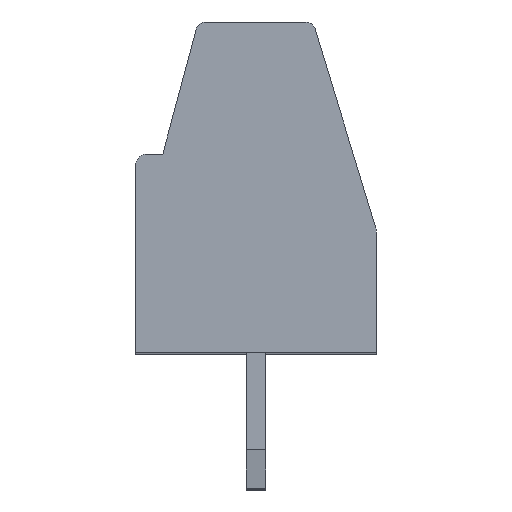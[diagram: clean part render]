
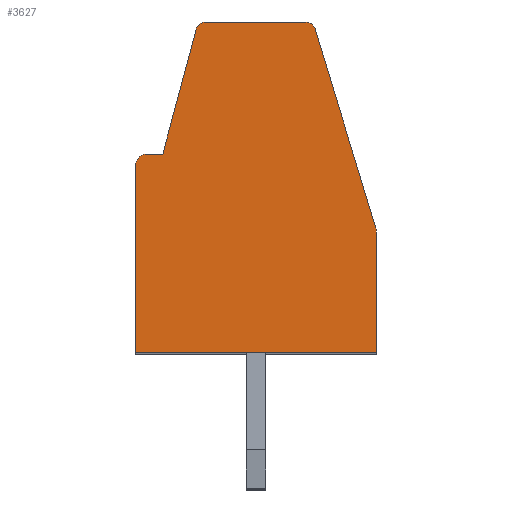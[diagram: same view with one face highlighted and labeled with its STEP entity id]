
A CAD part, top view. The second image highlights one B-rep face of the part: STEP entity #3627.
In plain terms, the highlighted planar face has unit normal (0, 0, 1).
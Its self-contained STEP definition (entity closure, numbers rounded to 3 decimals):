
#14=DIRECTION('',(0.,-1.,0.));
#15=VECTOR('',#14,3.075);
#16=CARTESIAN_POINT('',(3.1,3.075,24.36));
#17=LINE('',#16,#15);
#18=DIRECTION('',(0.,1.,0.));
#19=VECTOR('',#18,4.8);
#20=CARTESIAN_POINT('',(-3.1,0.,24.36));
#21=LINE('',#20,#19);
#22=CARTESIAN_POINT('',(-2.8,4.8,24.36));
#23=DIRECTION('',(0.,0.,-1.));
#24=DIRECTION('',(-1.,0.,0.));
#25=AXIS2_PLACEMENT_3D('',#22,#23,#24);
#27=DIRECTION('',(1.,0.,0.));
#28=VECTOR('',#27,0.4);
#29=CARTESIAN_POINT('',(-2.8,5.1,24.36));
#30=LINE('',#29,#28);
#31=DIRECTION('',(0.259,0.966,0.));
#32=VECTOR('',#31,3.328);
#33=CARTESIAN_POINT('',(-2.4,5.1,24.36));
#34=LINE('',#33,#32);
#35=CARTESIAN_POINT('',(-1.297,8.25,24.36));
#36=DIRECTION('',(0.,0.,-1.));
#37=DIRECTION('',(-0.966,0.259,0.));
#38=AXIS2_PLACEMENT_3D('',#35,#36,#37);
#40=CARTESIAN_POINT('',(1.279,8.25,24.36));
#41=DIRECTION('',(0.,0.,-1.));
#42=DIRECTION('',(-0.001,1.,0.));
#43=AXIS2_PLACEMENT_3D('',#40,#41,#42);
#45=DIRECTION('',(0.292,-0.956,0.));
#46=VECTOR('',#45,5.335);
#47=CARTESIAN_POINT('',(1.518,8.323,24.36));
#48=LINE('',#47,#46);
#49=CARTESIAN_POINT('',(2.6,3.075,24.36));
#50=DIRECTION('',(0.,0.,-1.));
#51=DIRECTION('',(0.956,0.292,0.));
#52=AXIS2_PLACEMENT_3D('',#49,#50,#51);
#80=DIRECTION('',(-1.,0.,0.));
#81=VECTOR('',#80,2.576);
#82=CARTESIAN_POINT('',(1.279,8.5,24.36));
#83=LINE('',#82,#81);
#448=DIRECTION('',(1.,0.,0.));
#449=VECTOR('',#448,6.2);
#450=CARTESIAN_POINT('',(-3.1,0.,24.36));
#451=LINE('',#450,#449);
#2754=CARTESIAN_POINT('',(3.1,3.075,24.36));
#2755=CARTESIAN_POINT('',(3.1,0.,24.36));
#2756=VERTEX_POINT('',#2754);
#2757=VERTEX_POINT('',#2755);
#2758=CARTESIAN_POINT('',(3.078,3.221,24.36));
#2759=VERTEX_POINT('',#2758);
#2760=CARTESIAN_POINT('',(1.518,8.323,24.36));
#2761=VERTEX_POINT('',#2760);
#2762=CARTESIAN_POINT('',(1.279,8.5,24.36));
#2763=VERTEX_POINT('',#2762);
#2764=CARTESIAN_POINT('',(-1.538,8.315,24.36));
#2765=CARTESIAN_POINT('',(-1.297,8.5,24.36));
#2766=VERTEX_POINT('',#2764);
#2767=VERTEX_POINT('',#2765);
#2768=CARTESIAN_POINT('',(-2.4,5.1,24.36));
#2769=VERTEX_POINT('',#2768);
#2770=CARTESIAN_POINT('',(-2.8,5.1,24.36));
#2771=VERTEX_POINT('',#2770);
#2772=CARTESIAN_POINT('',(-3.1,4.8,24.36));
#2773=VERTEX_POINT('',#2772);
#2774=CARTESIAN_POINT('',(-3.1,0.,24.36));
#2775=VERTEX_POINT('',#2774);
#3598=CARTESIAN_POINT('',(0.,0.,24.36));
#3599=DIRECTION('',(0.,0.,1.));
#3600=DIRECTION('',(1.,0.,0.));
#3601=AXIS2_PLACEMENT_3D('',#3598,#3599,#3600);
#3602=PLANE('',#3601);
#3604=ORIENTED_EDGE('',*,*,#3603,.T.);
#3606=ORIENTED_EDGE('',*,*,#3605,.F.);
#3608=ORIENTED_EDGE('',*,*,#3607,.T.);
#3610=ORIENTED_EDGE('',*,*,#3609,.T.);
#3612=ORIENTED_EDGE('',*,*,#3611,.T.);
#3614=ORIENTED_EDGE('',*,*,#3613,.T.);
#3616=ORIENTED_EDGE('',*,*,#3615,.T.);
#3618=ORIENTED_EDGE('',*,*,#3617,.F.);
#3620=ORIENTED_EDGE('',*,*,#3619,.T.);
#3622=ORIENTED_EDGE('',*,*,#3621,.T.);
#3624=ORIENTED_EDGE('',*,*,#3623,.T.);
#3625=EDGE_LOOP('',(#3604,#3606,#3608,#3610,#3612,#3614,#3616,#3618,#3620,#3622,
#3624));
#3626=FACE_OUTER_BOUND('',#3625,.F.);
#26=CIRCLE('',#25,0.3);
#39=CIRCLE('',#38,0.25);
#44=CIRCLE('',#43,0.25);
#53=CIRCLE('',#52,0.5);
#3603=EDGE_CURVE('',#2756,#2757,#17,.T.);
#3605=EDGE_CURVE('',#2775,#2757,#451,.T.);
#3607=EDGE_CURVE('',#2775,#2773,#21,.T.);
#3609=EDGE_CURVE('',#2773,#2771,#26,.T.);
#3611=EDGE_CURVE('',#2771,#2769,#30,.T.);
#3613=EDGE_CURVE('',#2769,#2766,#34,.T.);
#3615=EDGE_CURVE('',#2766,#2767,#39,.T.);
#3617=EDGE_CURVE('',#2763,#2767,#83,.T.);
#3619=EDGE_CURVE('',#2763,#2761,#44,.T.);
#3621=EDGE_CURVE('',#2761,#2759,#48,.T.);
#3623=EDGE_CURVE('',#2759,#2756,#53,.T.);
#3627=ADVANCED_FACE('',(#3626),#3602,.T.);
